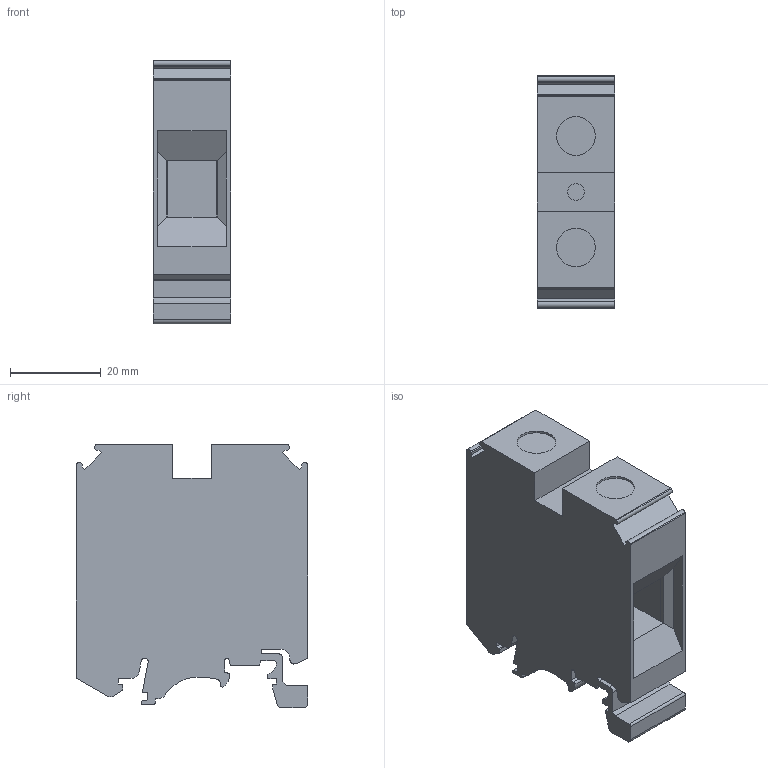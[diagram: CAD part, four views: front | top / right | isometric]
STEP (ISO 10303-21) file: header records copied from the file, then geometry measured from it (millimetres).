
FILE_DESCRIPTION(/* description */ ('Unknown'),/* implementation_level */ '2;1');
FILE_NAME(/* name */ 'KUT35_GY_3D',/* time_stamp */ '2019-09-23T15:16:14+06:00',/* author */ ('Unknown'),/* organization */ ('Unknown'),/* preprocessor_version */ 'ST-DEVELOPER v16.7',/* originating_system */ 'DEX',/* authorisation */ $);
FILE_SCHEMA (('AUTOMOTIVE_DESIGN {1 0 10303 214 3 1 1}'));
Length unit declared in the file: millimetre
Products named in the file (1): KUT35
Bounding box: 17.05 x 51 x 58 mm (x, y, z)
Volume: 36801 mm3; surface area: 12117.2 mm2
Topology: 1 solids, 1 shells, 132 faces, 375 edges, 250 vertices
Faces by surface type: plane 98, cylinder 34
Full cylindrical faces by diameter (mm): 3.6 x1, 8.5 x2
Entity records: 4282 total; most frequent: CARTESIAN_POINT 755, ORIENTED_EDGE 744, DIRECTION 706, EDGE_CURVE 372, LINE 304, VECTOR 304, VERTEX_POINT 250, AXIS2_PLACEMENT_3D 201
